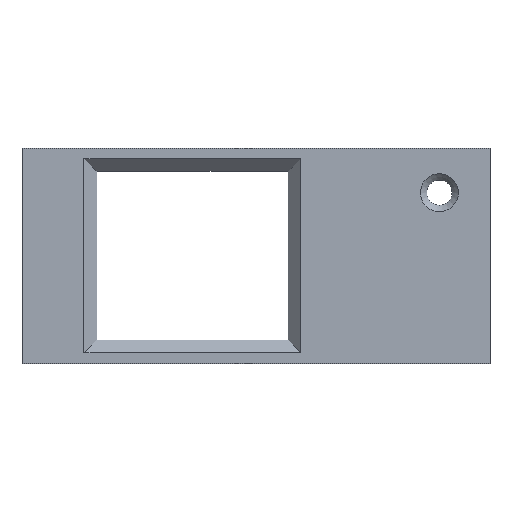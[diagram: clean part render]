
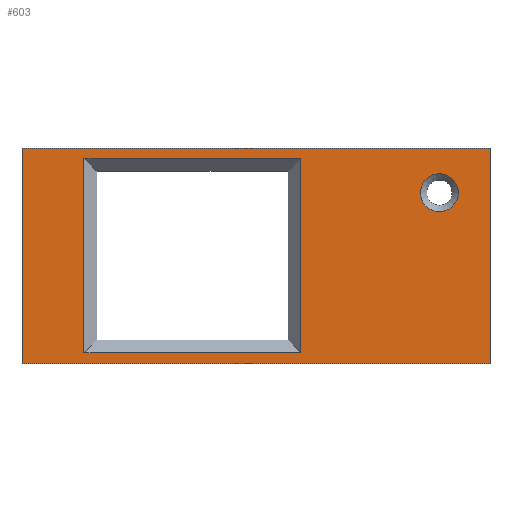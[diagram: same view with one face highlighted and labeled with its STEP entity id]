
A CAD part, top view. The second image highlights one B-rep face of the part: STEP entity #603.
In plain terms, the highlighted planar face has unit normal (0, 0, 1).
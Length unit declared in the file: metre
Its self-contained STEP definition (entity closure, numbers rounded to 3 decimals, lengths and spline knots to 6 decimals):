
#30=LINE('',#913,#98);
#31=LINE('',#916,#99);
#32=LINE('',#918,#100);
#33=LINE('',#920,#101);
#34=LINE('',#921,#102);
#35=LINE('',#924,#103);
#36=LINE('',#926,#104);
#37=LINE('',#928,#105);
#98=VECTOR('',#734,1.);
#99=VECTOR('',#735,1.);
#100=VECTOR('',#736,1.);
#101=VECTOR('',#737,1.);
#102=VECTOR('',#738,1.);
#103=VECTOR('',#739,1.);
#104=VECTOR('',#740,1.);
#105=VECTOR('',#741,1.);
#171=ORIENTED_EDGE('',*,*,#329,.T.);
#172=ORIENTED_EDGE('',*,*,#330,.T.);
#173=ORIENTED_EDGE('',*,*,#331,.T.);
#174=ORIENTED_EDGE('',*,*,#332,.T.);
#175=ORIENTED_EDGE('',*,*,#333,.T.);
#176=ORIENTED_EDGE('',*,*,#334,.F.);
#177=ORIENTED_EDGE('',*,*,#335,.T.);
#178=ORIENTED_EDGE('',*,*,#336,.T.);
#179=ORIENTED_EDGE('',*,*,#337,.F.);
#329=EDGE_CURVE('',#408,#408,#451,.F.);
#330=EDGE_CURVE('',#409,#410,#30,.T.);
#331=EDGE_CURVE('',#410,#411,#31,.T.);
#332=EDGE_CURVE('',#411,#412,#32,.T.);
#333=EDGE_CURVE('',#412,#409,#33,.T.);
#334=EDGE_CURVE('',#413,#414,#34,.T.);
#335=EDGE_CURVE('',#413,#415,#35,.T.);
#336=EDGE_CURVE('',#415,#416,#36,.T.);
#337=EDGE_CURVE('',#414,#416,#37,.T.);
#408=VERTEX_POINT('',#912);
#409=VERTEX_POINT('',#914);
#410=VERTEX_POINT('',#915);
#411=VERTEX_POINT('',#917);
#412=VERTEX_POINT('',#919);
#413=VERTEX_POINT('',#922);
#414=VERTEX_POINT('',#923);
#415=VERTEX_POINT('',#925);
#416=VERTEX_POINT('',#927);
#451=CIRCLE('',#661,0.003);
#465=EDGE_LOOP('',(#171));
#466=EDGE_LOOP('',(#172,#173,#174,#175));
#467=EDGE_LOOP('',(#176,#177,#178,#179));
#521=FACE_BOUND('',#465,.T.);
#522=FACE_BOUND('',#466,.T.);
#523=FACE_BOUND('',#467,.T.);
#570=PLANE('',#660);
#603=ADVANCED_FACE('',(#521,#522,#523),#570,.T.);
#660=AXIS2_PLACEMENT_3D('',#910,#730,#731);
#661=AXIS2_PLACEMENT_3D('',#911,#732,#733);
#730=DIRECTION('',(0.,0.,1.));
#731=DIRECTION('',(1.,0.,0.));
#732=DIRECTION('',(0.,0.,1.));
#733=DIRECTION('',(1.,0.,0.));
#734=DIRECTION('',(-1.,0.,0.));
#735=DIRECTION('',(0.,1.,0.));
#736=DIRECTION('',(1.,0.,0.));
#737=DIRECTION('',(0.,-1.,0.));
#738=DIRECTION('',(-1.,0.,0.));
#739=DIRECTION('',(0.,1.,0.));
#740=DIRECTION('',(-1.,0.,0.));
#741=DIRECTION('',(0.,1.,0.));
#910=CARTESIAN_POINT('',(0.,0.,0.021));
#911=CARTESIAN_POINT('',(0.029,0.01,0.021));
#912=CARTESIAN_POINT('',(0.032,0.01,0.021));
#913=CARTESIAN_POINT('',(-0.0252,-0.0153,0.021));
#914=CARTESIAN_POINT('',(0.0071,-0.0153,0.021));
#915=CARTESIAN_POINT('',(-0.0272,-0.0153,0.021));
#916=CARTESIAN_POINT('',(-0.0272,0.,0.021));
#917=CARTESIAN_POINT('',(-0.0272,0.0154,0.021));
#918=CARTESIAN_POINT('',(0.,0.0154,0.021));
#919=CARTESIAN_POINT('',(0.0071,0.0154,0.021));
#920=CARTESIAN_POINT('',(0.0071,-0.0133,0.021));
#921=CARTESIAN_POINT('',(0.,-0.017,0.021));
#922=CARTESIAN_POINT('',(0.037,-0.017,0.021));
#923=CARTESIAN_POINT('',(-0.037,-0.017,0.021));
#924=CARTESIAN_POINT('',(0.037,0.,0.021));
#925=CARTESIAN_POINT('',(0.037,0.017,0.021));
#926=CARTESIAN_POINT('',(0.,0.017,0.021));
#927=CARTESIAN_POINT('',(-0.037,0.017,0.021));
#928=CARTESIAN_POINT('',(-0.037,0.,0.021));
